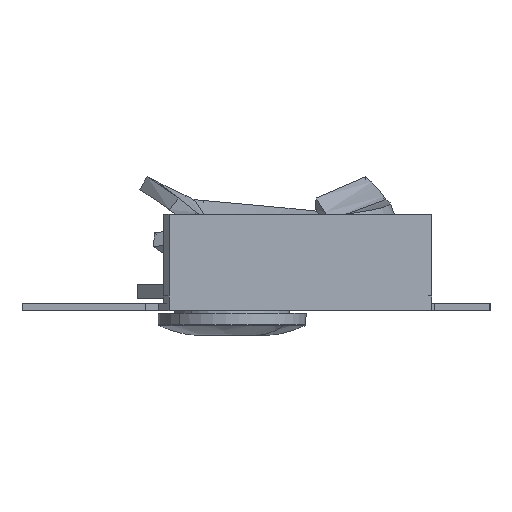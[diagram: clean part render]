
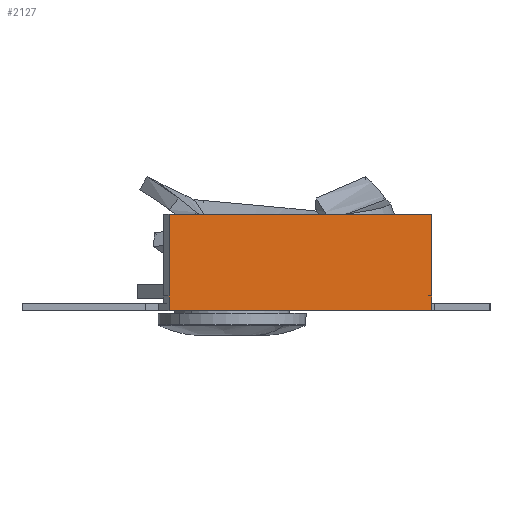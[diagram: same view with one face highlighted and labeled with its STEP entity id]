
A CAD part, left-side view. The second image highlights one B-rep face of the part: STEP entity #2127.
In plain terms, the highlighted planar face has unit normal (-0.707, -0.707, 0).
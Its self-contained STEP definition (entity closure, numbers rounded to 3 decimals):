
#34 = DIRECTION ( 'NONE',  ( 0., 0., 1. ) ) ;
#156 = EDGE_CURVE ( 'NONE', #4494, #3346, #3393, .T. ) ;
#389 = ORIENTED_EDGE ( 'NONE', *, *, #5189, .F. ) ;
#533 = ORIENTED_EDGE ( 'NONE', *, *, #3281, .F. ) ;
#542 = VERTEX_POINT ( 'NONE', #2071 ) ;
#637 = EDGE_CURVE ( 'NONE', #4086, #3346, #3327, .T. ) ;
#653 = ORIENTED_EDGE ( 'NONE', *, *, #156, .F. ) ;
#664 = CARTESIAN_POINT ( 'NONE',  ( -80.432, 7.854, 0. ) ) ;
#679 = DIRECTION ( 'NONE',  ( 0., 0., -1. ) ) ;
#756 = VECTOR ( 'NONE', #2858, 1000. ) ;
#1200 = CARTESIAN_POINT ( 'NONE',  ( -80.432, 7.854, 12. ) ) ;
#1289 = DIRECTION ( 'NONE',  ( 0.707, -0.707, 0. ) ) ;
#1400 = VECTOR ( 'NONE', #1289, 1000. ) ;
#1550 = DIRECTION ( 'NONE',  ( 0.707, -0.707, 0. ) ) ;
#1676 = VERTEX_POINT ( 'NONE', #4592 ) ;
#1882 = DIRECTION ( 'NONE',  ( 0.707, 0.707, 0. ) ) ;
#2071 = CARTESIAN_POINT ( 'NONE',  ( -115.787, 43.209, 1. ) ) ;
#2127 = ADVANCED_FACE ( 'NONE', ( #3434 ), #5131, .F. ) ;
#2219 = CARTESIAN_POINT ( 'NONE',  ( -115.787, 43.209, 1. ) ) ;
#2228 = VERTEX_POINT ( 'NONE', #4053 ) ;
#2355 = AXIS2_PLACEMENT_3D ( 'NONE', #4324, #1882, #1550 ) ;
#2397 = LINE ( 'NONE', #3243, #4040 ) ;
#2471 = CARTESIAN_POINT ( 'NONE',  ( -115.787, 43.209, 12. ) ) ;
#2652 = ORIENTED_EDGE ( 'NONE', *, *, #637, .T. ) ;
#2697 = ORIENTED_EDGE ( 'NONE', *, *, #4001, .F. ) ;
#2858 = DIRECTION ( 'NONE',  ( 0., 0., -1. ) ) ;
#2994 = CARTESIAN_POINT ( 'NONE',  ( -115.787, 43.209, -1. ) ) ;
#3071 = EDGE_LOOP ( 'NONE', ( #2697, #5005, #2652, #653, #389, #533 ) ) ;
#3155 = VECTOR ( 'NONE', #4334, 1000. ) ;
#3243 = CARTESIAN_POINT ( 'NONE',  ( -80.432, 7.854, 12. ) ) ;
#3281 = EDGE_CURVE ( 'NONE', #2228, #1676, #2397, .T. ) ;
#3327 = LINE ( 'NONE', #3333, #1400 ) ;
#3333 = CARTESIAN_POINT ( 'NONE',  ( -94.36, 21.781, -1. ) ) ;
#3346 = VERTEX_POINT ( 'NONE', #4444 ) ;
#3393 = LINE ( 'NONE', #1200, #756 ) ;
#3428 = LINE ( 'NONE', #2471, #4276 ) ;
#3434 = FACE_OUTER_BOUND ( 'NONE', #3071, .T. ) ;
#3532 = CARTESIAN_POINT ( 'NONE',  ( -80.432, 7.854, 1. ) ) ;
#3951 = LINE ( 'NONE', #2219, #4469 ) ;
#4001 = EDGE_CURVE ( 'NONE', #542, #2228, #3428, .T. ) ;
#4040 = VECTOR ( 'NONE', #4395, 1000. ) ;
#4053 = CARTESIAN_POINT ( 'NONE',  ( -115.787, 43.209, 12. ) ) ;
#4086 = VERTEX_POINT ( 'NONE', #2994 ) ;
#4272 = LINE ( 'NONE', #664, #3155 ) ;
#4276 = VECTOR ( 'NONE', #34, 1000. ) ;
#4324 = CARTESIAN_POINT ( 'NONE',  ( -80.432, 7.854, 12. ) ) ;
#4334 = DIRECTION ( 'NONE',  ( 0., 0., -1. ) ) ;
#4395 = DIRECTION ( 'NONE',  ( 0.707, -0.707, 0. ) ) ;
#4444 = CARTESIAN_POINT ( 'NONE',  ( -80.432, 7.854, -1. ) ) ;
#4469 = VECTOR ( 'NONE', #679, 1000. ) ;
#4494 = VERTEX_POINT ( 'NONE', #3532 ) ;
#4592 = CARTESIAN_POINT ( 'NONE',  ( -80.432, 7.854, 12. ) ) ;
#5005 = ORIENTED_EDGE ( 'NONE', *, *, #5117, .T. ) ;
#5117 = EDGE_CURVE ( 'NONE', #542, #4086, #3951, .T. ) ;
#5131 = PLANE ( 'NONE',  #2355 ) ;
#5189 = EDGE_CURVE ( 'NONE', #1676, #4494, #4272, .T. ) ;
